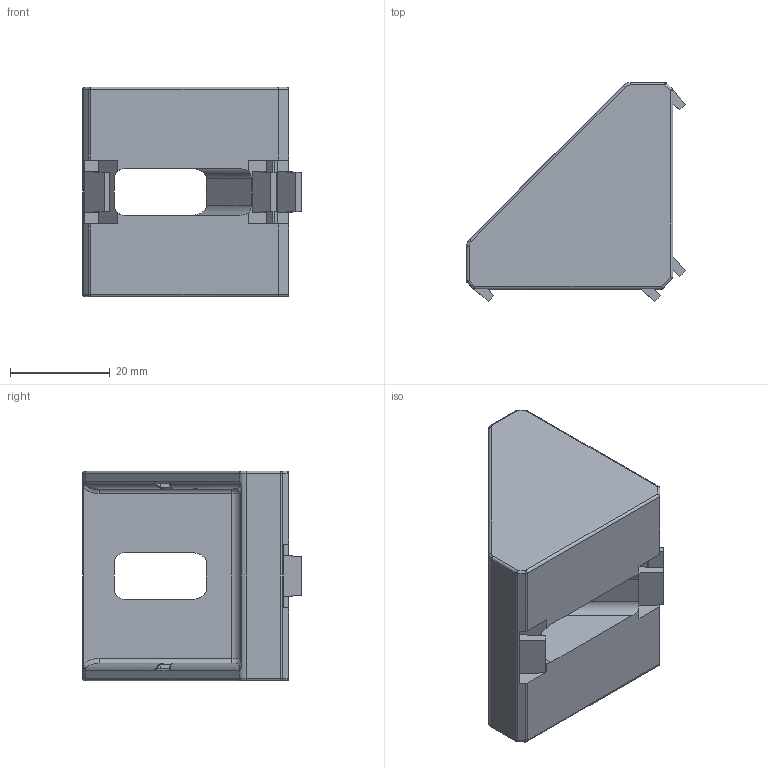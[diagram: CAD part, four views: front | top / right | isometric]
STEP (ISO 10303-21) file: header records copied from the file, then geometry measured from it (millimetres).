
FILE_DESCRIPTION(/* description */ (''),/* implementation_level */ '2;1');
FILE_NAME(/* name */ '304343.stp',/* time_stamp */ '2019-11-04T09:56:14+01:00',/* author */ ('Spacek'),/* organization */ ('Alutec K&K'),/* preprocessor_version */ 'ST-DEVELOPER v17',/* originating_system */ 'Autodesk Inventor 2018',/* authorisation */ '');
FILE_SCHEMA (('AUTOMOTIVE_DESIGN { 1 0 10303 214 3 1 1 }'));
Length unit declared in the file: millimetre
Products named in the file (1): 304343_new
Bounding box: 43.8 x 43.8 x 42 mm (x, y, z)
Volume: 27983.6 mm3; surface area: 10810.7 mm2
Topology: 1 solids, 1 shells, 160 faces, 406 edges, 240 vertices
Faces by surface type: plane 67, cylinder 57, bspline 22, sphere 8, torus 6
Entity records: 5559 total; most frequent: CARTESIAN_POINT 1775, ORIENTED_EDGE 796, DIRECTION 778, EDGE_CURVE 398, AXIS2_PLACEMENT_3D 273, VERTEX_POINT 240, LINE 232, VECTOR 232
